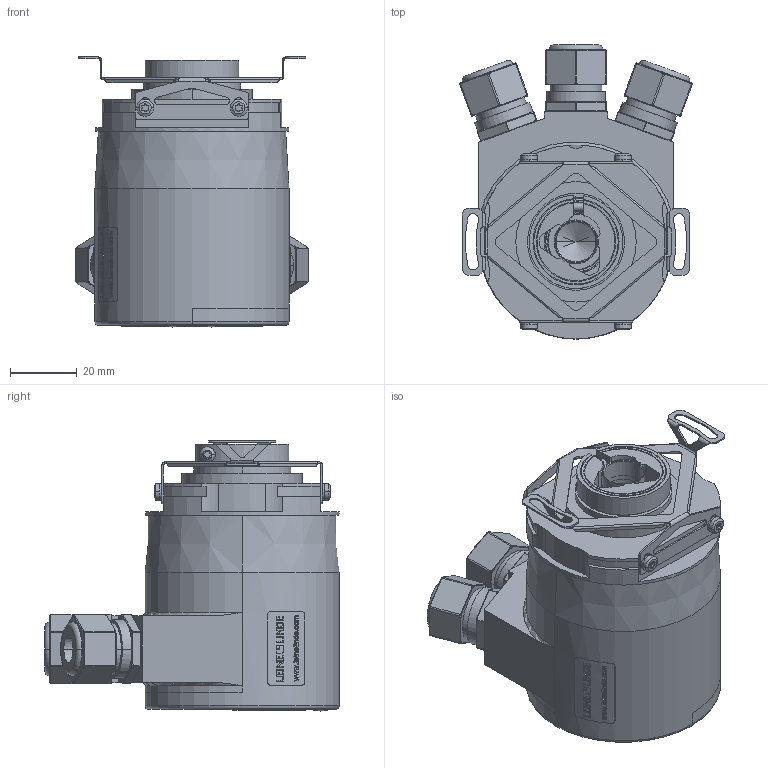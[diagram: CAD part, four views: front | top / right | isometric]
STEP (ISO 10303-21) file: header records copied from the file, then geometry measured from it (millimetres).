
FILE_DESCRIPTION((''),'2;1');
FILE_NAME('549856','2010-12-16T',('se2802'),(''),'PRO/ENGINEER BY PARAMETRIC TECHNOLOGY CORPORATION, 2010180','PRO/ENGINEER BY PARAMETRIC TECHNOLOGY CORPORATION, 2010180','');
FILE_SCHEMA(('CONFIG_CONTROL_DESIGN'));
Length unit declared in the file: millimetre
Products named in the file (1): 549856
Bounding box: 69.54 x 88 x 80.73 mm (x, y, z)
Volume: 99612 mm3; surface area: 74975 mm2
Topology: 4 solids, 4 shells, 7044 faces, 18640 edges, 12168 vertices
Faces by surface type: plane 4551, cylinder 1451, extrusion 324, cone 241, bspline 211, torus 169, sphere 95, revolution 2
Entity records: 236596 total; most frequent: CARTESIAN_POINT 62807, ORIENTED_EDGE 37244, DIRECTION 33451, EDGE_CURVE 18622, VECTOR 13283, LINE 12959, VERTEX_POINT 12168, AXIS2_PLACEMENT_3D 10083
